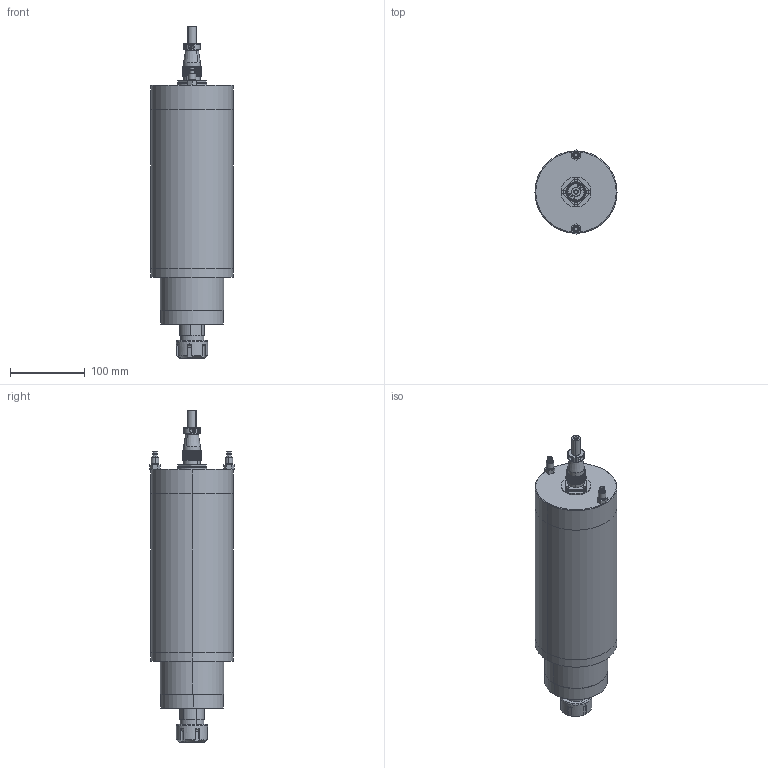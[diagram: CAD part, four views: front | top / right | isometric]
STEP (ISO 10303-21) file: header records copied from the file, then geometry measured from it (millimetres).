
FILE_DESCRIPTION (( 'STEP AP214' ), '1' );
FILE_NAME ('GDK110-9-21Z-2.2-5.0.STEP', '2024-07-26T02:44:38', ( '00' ), ( '' ), 'SwSTEP 2.0', 'SolidWorks 2018', '' );
FILE_SCHEMA (( 'AUTOMOTIVE_DESIGN' ));
Length unit declared in the file: millimetre
Products named in the file (13): GDK110-9-31Z-2.2-5.0滅鳥裔_1; ER25-6 粟俶芠標; GDK110-9-31Z-2.2-5.0堤盄釱; GDK110-9-21Z-2.2-5.0; GBT823_M3℅10; GDK110-9-31Z-2.2-5.0粣芛_1; ER25蹟簽; GDK110-9-31Z-2.2-5.0儂褲; GDK110-9-31Z-2.2-5.0粣創釱_1; WS20瑤脣釱; 阨郲30.5ㄗM8ㄘ; WS20瑤脣芛; WS20瑤脣
Assembly tree (14 placements, depth 3):
  GDK110-9-21Z-2.2-5.0
    GDK110-9-31Z-2.2-5.0儂褲
    GDK110-9-31Z-2.2-5.0堤盄釱
    GDK110-9-31Z-2.2-5.0粣創釱_1
    GDK110-9-31Z-2.2-5.0滅鳥裔_1
    GDK110-9-31Z-2.2-5.0粣芛_1
    阨郲30.5ㄗM8ㄘ  x2
    WS20瑤脣
      WS20瑤脣釱
      WS20瑤脣芛
      GBT823_M3℅10  x2
    ER25-6 粟俶芠標
    ER25蹟簽
Bounding box: 110 x 112.86 x 445.33 mm (x, y, z)
Volume: 2745667.4 mm3; surface area: 222031.9 mm2
Topology: 18 solids, 20 shells, 3228 faces, 8002 edges, 5277 vertices
Faces by surface type: plane 1337, cone 1035, cylinder 817, bspline 39
Entity records: 134530 total; most frequent: CARTESIAN_POINT 25390, ORIENTED_EDGE 15700, DIRECTION 14613, EDGE_CURVE 7850, AXIS2_PLACEMENT_3D 5912, VERTEX_POINT 5205, EDGE_LOOP 3713, UNCERTAINTY_MEASURE_WITH_UNIT 3212
